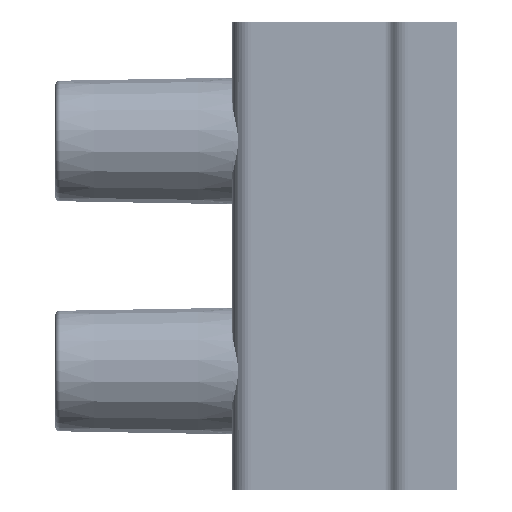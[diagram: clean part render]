
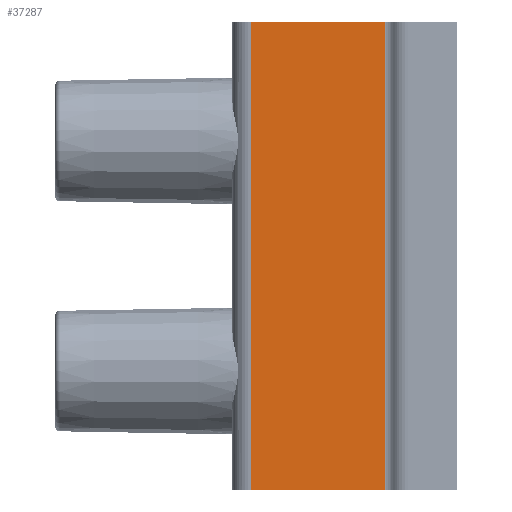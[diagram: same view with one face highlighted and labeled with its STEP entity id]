
A CAD part, left-side view. The second image highlights one B-rep face of the part: STEP entity #37287.
In plain terms, the highlighted planar face has unit normal (-1, 0, 0).
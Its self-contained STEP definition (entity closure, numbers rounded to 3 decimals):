
#62 = VERTEX_POINT ( 'NONE', #12406 ) ;
#174 = VERTEX_POINT ( 'NONE', #19436 ) ;
#3018 = DIRECTION ( 'NONE',  ( 0., 1., 0. ) ) ;
#3060 = VECTOR ( 'NONE', #45989, 1000. ) ;
#11187 = VECTOR ( 'NONE', #16404, 1000. ) ;
#12406 = CARTESIAN_POINT ( 'NONE',  ( -57.84, 8.95, -10.17 ) ) ;
#16404 = DIRECTION ( 'NONE',  ( 0., 0., 1. ) ) ;
#17065 = AXIS2_PLACEMENT_3D ( 'NONE', #22074, #19147, #41912 ) ;
#17882 = EDGE_CURVE ( 'NONE', #34572, #46985, #35716, .T. ) ;
#18478 = DIRECTION ( 'NONE',  ( 0., 0., -1. ) ) ;
#19147 = DIRECTION ( 'NONE',  ( 1., 0., 0. ) ) ;
#19436 = CARTESIAN_POINT ( 'NONE',  ( -57.84, 8.95, 10.17 ) ) ;
#19648 = FACE_OUTER_BOUND ( 'NONE', #27298, .T. ) ;
#21542 = VECTOR ( 'NONE', #3018, 1000. ) ;
#22074 = CARTESIAN_POINT ( 'NONE',  ( -57.84, 3., 10.17 ) ) ;
#23005 = CARTESIAN_POINT ( 'NONE',  ( -57.84, 3.137, 10.17 ) ) ;
#26858 = CARTESIAN_POINT ( 'NONE',  ( -57.84, 3.137, -10.17 ) ) ;
#27298 = EDGE_LOOP ( 'NONE', ( #39745, #51161, #47710, #28375 ) ) ;
#27323 = VECTOR ( 'NONE', #18478, 1000. ) ;
#28375 = ORIENTED_EDGE ( 'NONE', *, *, #17882, .T. ) ;
#31386 = PLANE ( 'NONE',  #17065 ) ;
#34572 = VERTEX_POINT ( 'NONE', #26858 ) ;
#34968 = EDGE_CURVE ( 'NONE', #174, #62, #42954, .T. ) ;
#35716 = LINE ( 'NONE', #43519, #11187 ) ;
#36102 = EDGE_CURVE ( 'NONE', #46985, #174, #39465, .T. ) ;
#37287 = ADVANCED_FACE ( 'NONE', ( #19648 ), #31386, .F. ) ;
#37928 = LINE ( 'NONE', #45213, #3060 ) ;
#39465 = LINE ( 'NONE', #47275, #21542 ) ;
#39745 = ORIENTED_EDGE ( 'NONE', *, *, #36102, .T. ) ;
#41912 = DIRECTION ( 'NONE',  ( 0., 0., -1. ) ) ;
#42954 = LINE ( 'NONE', #46082, #27323 ) ;
#43519 = CARTESIAN_POINT ( 'NONE',  ( -57.84, 3.137, 10.17 ) ) ;
#45213 = CARTESIAN_POINT ( 'NONE',  ( -57.84, 3., -10.17 ) ) ;
#45989 = DIRECTION ( 'NONE',  ( 0., 1., 0. ) ) ;
#46082 = CARTESIAN_POINT ( 'NONE',  ( -57.84, 8.95, 10.17 ) ) ;
#46985 = VERTEX_POINT ( 'NONE', #23005 ) ;
#47275 = CARTESIAN_POINT ( 'NONE',  ( -57.84, 3., 10.17 ) ) ;
#47710 = ORIENTED_EDGE ( 'NONE', *, *, #50006, .F. ) ;
#50006 = EDGE_CURVE ( 'NONE', #34572, #62, #37928, .T. ) ;
#51161 = ORIENTED_EDGE ( 'NONE', *, *, #34968, .T. ) ;
